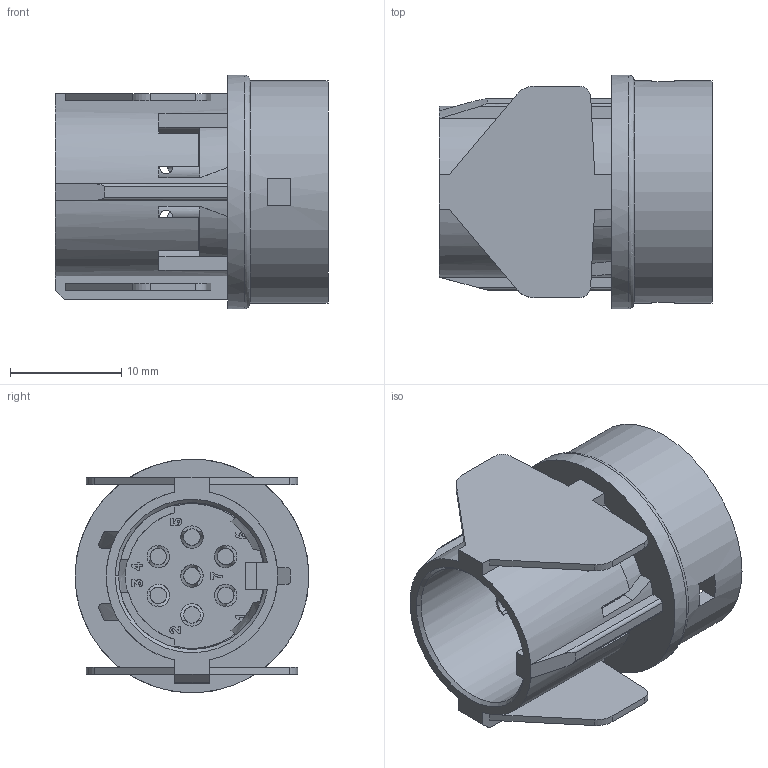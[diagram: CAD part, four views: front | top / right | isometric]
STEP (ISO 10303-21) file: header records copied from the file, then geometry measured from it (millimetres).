
FILE_DESCRIPTION(/* description */ (''),/* implementation_level */ '2;1');
FILE_NAME(/* name */ 't 3431 500 unxc001-01.stp',/* time_stamp */ '2019-07-08T17:12:23+02:00',/* author */ (''),/* organization */ (''),/* preprocessor_version */ 'ST-DEVELOPER v16.7',/* originating_system */ 'SIEMENS PLM Software NX 12.0',/* authorisation */ '');
FILE_SCHEMA (('AUTOMOTIVE_DESIGN { 1 0 10303 214 3 1 1 1 }'));
Length unit declared in the file: millimetre
Products named in the file (1): t 3431 500 unxc001-01
Bounding box: 24.55 x 21 x 21 mm (x, y, z)
Volume: 3530.4 mm3; surface area: 4537.9 mm2
Topology: 1 solids, 1 shells, 352 faces, 1046 edges, 687 vertices
Faces by surface type: plane 220, cylinder 96, bspline 19, cone 17
Full cylindrical faces by diameter (mm): 1.2 x14, 1.5 x7, 2 x7, 14.3 x1, 17.1 x1, 20 x1, 21 x1
Entity records: 13093 total; most frequent: CARTESIAN_POINT 3600, ORIENTED_EDGE 2016, DIRECTION 1626, EDGE_CURVE 1008, VERTEX_POINT 686, LINE 582, VECTOR 582, AXIS2_PLACEMENT_3D 522
